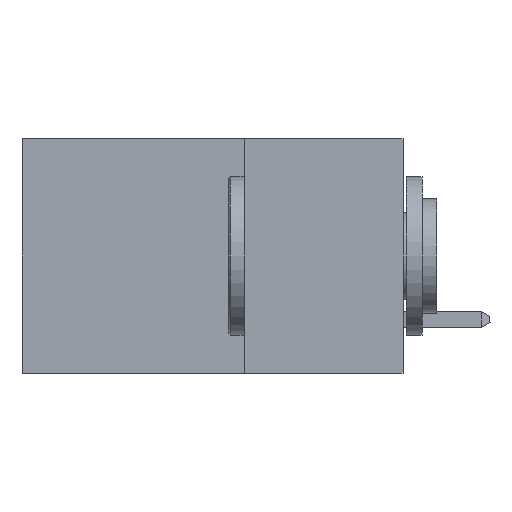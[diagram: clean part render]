
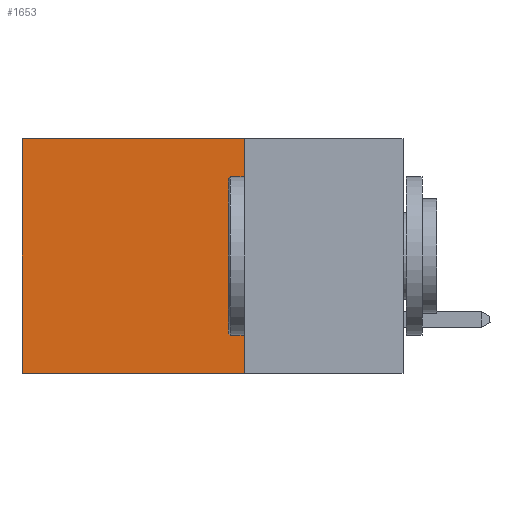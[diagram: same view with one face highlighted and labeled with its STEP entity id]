
A CAD part, left-side view. The second image highlights one B-rep face of the part: STEP entity #1653.
In plain terms, the highlighted planar face has unit normal (-1, 0, 0).
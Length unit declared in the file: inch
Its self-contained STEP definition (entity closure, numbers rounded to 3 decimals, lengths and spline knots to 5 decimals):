
#148 = LINE ( 'NONE', #5094, #20846 ) ;
#957 = DIRECTION ( 'NONE',  ( 0., 1., 0. ) ) ;
#1450 = LINE ( 'NONE', #28527, #26207 ) ;
#1653 = ADVANCED_FACE ( 'NONE', ( #18182 ), #13346, .F. ) ;
#1939 = VERTEX_POINT ( 'NONE', #23061 ) ;
#2596 = DIRECTION ( 'NONE',  ( 0., 1., 0. ) ) ;
#3952 = VECTOR ( 'NONE', #957, 39.37008 ) ;
#5094 = CARTESIAN_POINT ( 'NONE',  ( 0.2875, 0.25, 0. ) ) ;
#7116 = CARTESIAN_POINT ( 'NONE',  ( 0.2875, 0.6, 0. ) ) ;
#8094 = AXIS2_PLACEMENT_3D ( 'NONE', #10428, #27509, #10759 ) ;
#9957 = LINE ( 'NONE', #29165, #3952 ) ;
#10428 = CARTESIAN_POINT ( 'NONE',  ( 0.2875, 0.25, 0. ) ) ;
#10759 = DIRECTION ( 'NONE',  ( 0., 0., -1. ) ) ;
#13346 = PLANE ( 'NONE',  #8094 ) ;
#14232 = DIRECTION ( 'NONE',  ( 0., 0., -1. ) ) ;
#15332 = EDGE_LOOP ( 'NONE', ( #27658, #28832, #21353, #18438 ) ) ;
#17162 = EDGE_CURVE ( 'NONE', #21611, #17337, #29629, .T. ) ;
#17298 = CARTESIAN_POINT ( 'NONE',  ( 0.2875, 0.6, 0. ) ) ;
#17337 = VERTEX_POINT ( 'NONE', #23295 ) ;
#18182 = FACE_OUTER_BOUND ( 'NONE', #15332, .T. ) ;
#18438 = ORIENTED_EDGE ( 'NONE', *, *, #19925, .T. ) ;
#18779 = EDGE_CURVE ( 'NONE', #1939, #17337, #9957, .T. ) ;
#19810 = CARTESIAN_POINT ( 'NONE',  ( 0.2875, 0.25, 0. ) ) ;
#19925 = EDGE_CURVE ( 'NONE', #20002, #21611, #148, .T. ) ;
#20002 = VERTEX_POINT ( 'NONE', #19810 ) ;
#20676 = VECTOR ( 'NONE', #30756, 39.37008 ) ;
#20846 = VECTOR ( 'NONE', #2596, 39.37008 ) ;
#21353 = ORIENTED_EDGE ( 'NONE', *, *, #23279, .F. ) ;
#21611 = VERTEX_POINT ( 'NONE', #17298 ) ;
#23061 = CARTESIAN_POINT ( 'NONE',  ( 0.2875, 0.25, -0.37 ) ) ;
#23279 = EDGE_CURVE ( 'NONE', #20002, #1939, #1450, .T. ) ;
#23295 = CARTESIAN_POINT ( 'NONE',  ( 0.2875, 0.6, -0.37 ) ) ;
#26207 = VECTOR ( 'NONE', #14232, 39.37008 ) ;
#27509 = DIRECTION ( 'NONE',  ( 1., 0., 0. ) ) ;
#27658 = ORIENTED_EDGE ( 'NONE', *, *, #17162, .T. ) ;
#28527 = CARTESIAN_POINT ( 'NONE',  ( 0.2875, 0.25, 0. ) ) ;
#28832 = ORIENTED_EDGE ( 'NONE', *, *, #18779, .F. ) ;
#29165 = CARTESIAN_POINT ( 'NONE',  ( 0.2875, 0.25, -0.37 ) ) ;
#29629 = LINE ( 'NONE', #7116, #20676 ) ;
#30756 = DIRECTION ( 'NONE',  ( 0., 0., -1. ) ) ;
